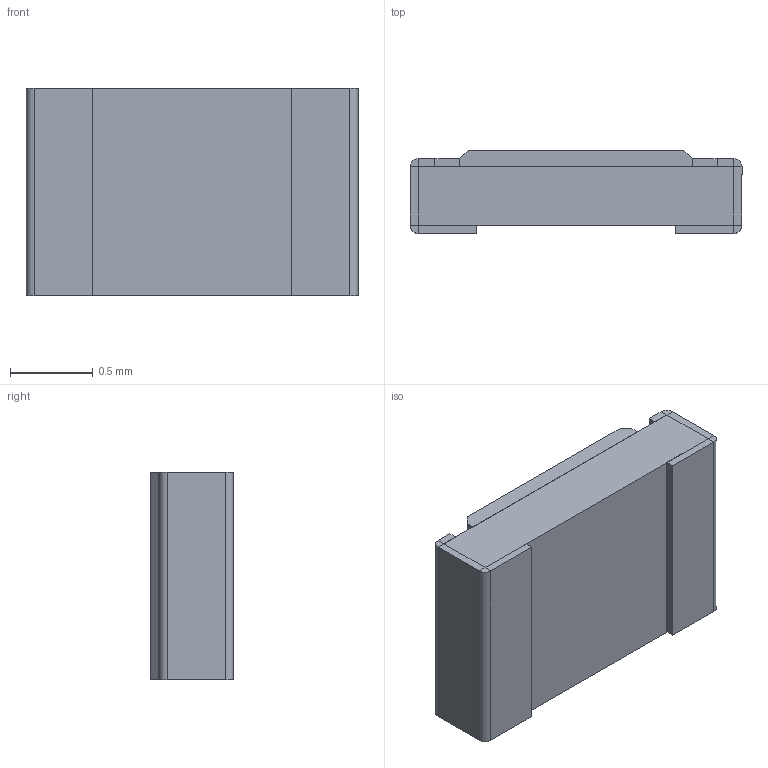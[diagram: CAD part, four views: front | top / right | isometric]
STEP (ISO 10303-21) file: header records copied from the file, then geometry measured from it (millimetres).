
FILE_DESCRIPTION (( 'STEP AP214' ), '1' );
FILE_NAME ('CR0805-0.STEP', '2023-10-04T13:57:35', ( '' ), ( '' ), 'SwSTEP 2.0', 'SolidWorks 2023', '' );
FILE_SCHEMA (( 'AUTOMOTIVE_DESIGN' ));
Length unit declared in the file: millimetre
Products named in the file (1): CR0805-0
Bounding box: 2 x 0.5 x 1.25 mm (x, y, z)
Volume: 1.1 mm3; surface area: 16.4 mm2
Topology: 4 solids, 4 shells, 64 faces, 138 edges, 84 vertices
Faces by surface type: plane 60, cylinder 4
Entity records: 2568 total; most frequent: CARTESIAN_POINT 439, ORIENTED_EDGE 276, DIRECTION 268, EDGE_CURVE 138, LINE 122, VECTOR 122, VERTEX_POINT 84, AXIS2_PLACEMENT_3D 73
